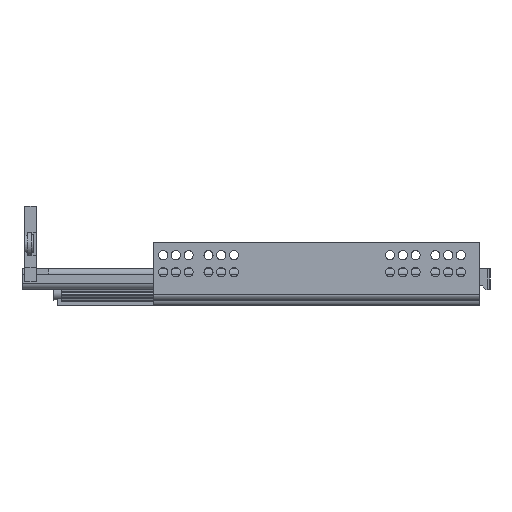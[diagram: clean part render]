
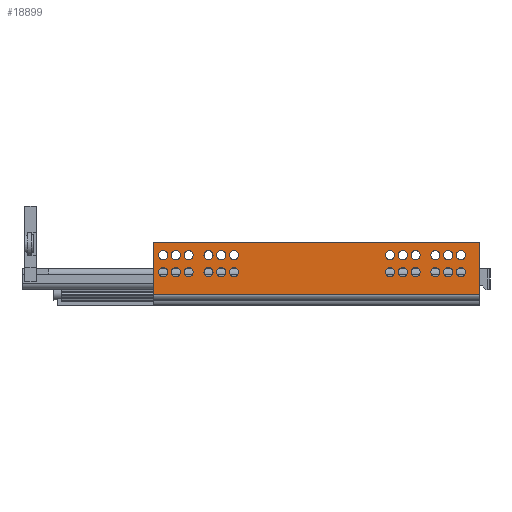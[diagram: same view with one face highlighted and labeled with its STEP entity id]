
A CAD part, left-side view. The second image highlights one B-rep face of the part: STEP entity #18899.
In plain terms, the highlighted planar face has unit normal (-1, 0, 0).
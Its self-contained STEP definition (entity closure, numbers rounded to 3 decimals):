
#708=PLANE('',#20742);
#1322=CIRCLE('',#20743,3.2);
#1323=CIRCLE('',#20744,3.2);
#1324=CIRCLE('',#20745,3.2);
#1325=CIRCLE('',#20746,3.2);
#1326=CIRCLE('',#20747,3.2);
#1327=CIRCLE('',#20748,3.2);
#1328=CIRCLE('',#20749,3.2);
#1329=CIRCLE('',#20750,3.2);
#1330=CIRCLE('',#20751,3.2);
#1331=CIRCLE('',#20752,3.2);
#1332=CIRCLE('',#20753,3.2);
#1333=CIRCLE('',#20754,3.2);
#1334=CIRCLE('',#20755,3.2);
#1335=CIRCLE('',#20756,3.2);
#1336=CIRCLE('',#20757,3.2);
#1337=CIRCLE('',#20758,3.2);
#1338=CIRCLE('',#20759,3.2);
#1339=CIRCLE('',#20760,3.2);
#1340=CIRCLE('',#20761,3.2);
#1341=CIRCLE('',#20762,3.2);
#1342=CIRCLE('',#20763,3.2);
#1343=CIRCLE('',#20764,3.2);
#1344=CIRCLE('',#20765,3.2);
#1345=CIRCLE('',#20766,3.2);
#6580=ORIENTED_EDGE('',*,*,#9416,.T.);
#6581=ORIENTED_EDGE('',*,*,#9417,.T.);
#6582=ORIENTED_EDGE('',*,*,#9418,.T.);
#6583=ORIENTED_EDGE('',*,*,#9419,.T.);
#6584=ORIENTED_EDGE('',*,*,#9420,.T.);
#6585=ORIENTED_EDGE('',*,*,#9421,.T.);
#6586=ORIENTED_EDGE('',*,*,#9422,.T.);
#6587=ORIENTED_EDGE('',*,*,#9423,.T.);
#6588=ORIENTED_EDGE('',*,*,#9424,.T.);
#6589=ORIENTED_EDGE('',*,*,#9425,.T.);
#6590=ORIENTED_EDGE('',*,*,#9426,.T.);
#6591=ORIENTED_EDGE('',*,*,#9427,.T.);
#6592=ORIENTED_EDGE('',*,*,#9428,.T.);
#6593=ORIENTED_EDGE('',*,*,#9429,.T.);
#6594=ORIENTED_EDGE('',*,*,#9430,.T.);
#6595=ORIENTED_EDGE('',*,*,#9431,.T.);
#6596=ORIENTED_EDGE('',*,*,#9432,.T.);
#6597=ORIENTED_EDGE('',*,*,#9433,.T.);
#6598=ORIENTED_EDGE('',*,*,#9434,.T.);
#6599=ORIENTED_EDGE('',*,*,#9435,.T.);
#6600=ORIENTED_EDGE('',*,*,#9436,.T.);
#6601=ORIENTED_EDGE('',*,*,#9437,.T.);
#6602=ORIENTED_EDGE('',*,*,#9438,.T.);
#6603=ORIENTED_EDGE('',*,*,#9439,.T.);
#6604=ORIENTED_EDGE('',*,*,#9440,.T.);
#6605=ORIENTED_EDGE('',*,*,#9441,.F.);
#6606=ORIENTED_EDGE('',*,*,#9442,.F.);
#6607=ORIENTED_EDGE('',*,*,#9413,.T.);
#9413=EDGE_CURVE('',#11266,#11265,#13246,.T.);
#9416=EDGE_CURVE('',#11268,#11268,#1322,.T.);
#9417=EDGE_CURVE('',#11269,#11269,#1323,.T.);
#9418=EDGE_CURVE('',#11270,#11270,#1324,.T.);
#9419=EDGE_CURVE('',#11271,#11271,#1325,.T.);
#9420=EDGE_CURVE('',#11272,#11272,#1326,.T.);
#9421=EDGE_CURVE('',#11273,#11273,#1327,.T.);
#9422=EDGE_CURVE('',#11274,#11274,#1328,.T.);
#9423=EDGE_CURVE('',#11275,#11275,#1329,.T.);
#9424=EDGE_CURVE('',#11276,#11276,#1330,.T.);
#9425=EDGE_CURVE('',#11277,#11277,#1331,.T.);
#9426=EDGE_CURVE('',#11278,#11278,#1332,.T.);
#9427=EDGE_CURVE('',#11279,#11279,#1333,.T.);
#9428=EDGE_CURVE('',#11280,#11280,#1334,.T.);
#9429=EDGE_CURVE('',#11281,#11281,#1335,.T.);
#9430=EDGE_CURVE('',#11282,#11282,#1336,.T.);
#9431=EDGE_CURVE('',#11283,#11283,#1337,.T.);
#9432=EDGE_CURVE('',#11284,#11284,#1338,.T.);
#9433=EDGE_CURVE('',#11285,#11285,#1339,.T.);
#9434=EDGE_CURVE('',#11286,#11286,#1340,.T.);
#9435=EDGE_CURVE('',#11287,#11287,#1341,.T.);
#9436=EDGE_CURVE('',#11288,#11288,#1342,.T.);
#9437=EDGE_CURVE('',#11289,#11289,#1343,.T.);
#9438=EDGE_CURVE('',#11290,#11290,#1344,.T.);
#9439=EDGE_CURVE('',#11291,#11291,#1345,.T.);
#9440=EDGE_CURVE('',#11265,#11292,#13248,.T.);
#9441=EDGE_CURVE('',#11293,#11292,#13249,.T.);
#9442=EDGE_CURVE('',#11266,#11293,#13250,.T.);
#11265=VERTEX_POINT('',#31483);
#11266=VERTEX_POINT('',#31485);
#11268=VERTEX_POINT('',#31491);
#11269=VERTEX_POINT('',#31493);
#11270=VERTEX_POINT('',#31495);
#11271=VERTEX_POINT('',#31497);
#11272=VERTEX_POINT('',#31499);
#11273=VERTEX_POINT('',#31501);
#11274=VERTEX_POINT('',#31503);
#11275=VERTEX_POINT('',#31505);
#11276=VERTEX_POINT('',#31507);
#11277=VERTEX_POINT('',#31509);
#11278=VERTEX_POINT('',#31511);
#11279=VERTEX_POINT('',#31513);
#11280=VERTEX_POINT('',#31515);
#11281=VERTEX_POINT('',#31517);
#11282=VERTEX_POINT('',#31519);
#11283=VERTEX_POINT('',#31521);
#11284=VERTEX_POINT('',#31523);
#11285=VERTEX_POINT('',#31525);
#11286=VERTEX_POINT('',#31527);
#11287=VERTEX_POINT('',#31529);
#11288=VERTEX_POINT('',#31531);
#11289=VERTEX_POINT('',#31533);
#11290=VERTEX_POINT('',#31535);
#11291=VERTEX_POINT('',#31537);
#11292=VERTEX_POINT('',#31539);
#11293=VERTEX_POINT('',#31541);
#13246=LINE('',#31484,#15184);
#13248=LINE('',#31538,#15186);
#13249=LINE('',#31540,#15187);
#13250=LINE('',#31542,#15188);
#15184=VECTOR('',#25956,1000.);
#15186=VECTOR('',#26010,1000.);
#15187=VECTOR('',#26011,1000.);
#15188=VECTOR('',#26012,1000.);
#16311=EDGE_LOOP('',(#6580));
#16312=EDGE_LOOP('',(#6581));
#16313=EDGE_LOOP('',(#6582));
#16314=EDGE_LOOP('',(#6583));
#16315=EDGE_LOOP('',(#6584));
#16316=EDGE_LOOP('',(#6585));
#16317=EDGE_LOOP('',(#6586));
#16318=EDGE_LOOP('',(#6587));
#16319=EDGE_LOOP('',(#6588));
#16320=EDGE_LOOP('',(#6589));
#16321=EDGE_LOOP('',(#6590));
#16322=EDGE_LOOP('',(#6591));
#16323=EDGE_LOOP('',(#6592));
#16324=EDGE_LOOP('',(#6593));
#16325=EDGE_LOOP('',(#6594));
#16326=EDGE_LOOP('',(#6595));
#16327=EDGE_LOOP('',(#6596));
#16328=EDGE_LOOP('',(#6597));
#16329=EDGE_LOOP('',(#6598));
#16330=EDGE_LOOP('',(#6599));
#16331=EDGE_LOOP('',(#6600));
#16332=EDGE_LOOP('',(#6601));
#16333=EDGE_LOOP('',(#6602));
#16334=EDGE_LOOP('',(#6603));
#16335=EDGE_LOOP('',(#6604,#6605,#6606,#6607));
#17499=FACE_BOUND('',#16311,.T.);
#17500=FACE_BOUND('',#16312,.T.);
#17501=FACE_BOUND('',#16313,.T.);
#17502=FACE_BOUND('',#16314,.T.);
#17503=FACE_BOUND('',#16315,.T.);
#17504=FACE_BOUND('',#16316,.T.);
#17505=FACE_BOUND('',#16317,.T.);
#17506=FACE_BOUND('',#16318,.T.);
#17507=FACE_BOUND('',#16319,.T.);
#17508=FACE_BOUND('',#16320,.T.);
#17509=FACE_BOUND('',#16321,.T.);
#17510=FACE_BOUND('',#16322,.T.);
#17511=FACE_BOUND('',#16323,.T.);
#17512=FACE_BOUND('',#16324,.T.);
#17513=FACE_BOUND('',#16325,.T.);
#17514=FACE_BOUND('',#16326,.T.);
#17515=FACE_BOUND('',#16327,.T.);
#17516=FACE_BOUND('',#16328,.T.);
#17517=FACE_BOUND('',#16329,.T.);
#17518=FACE_BOUND('',#16330,.T.);
#17519=FACE_BOUND('',#16331,.T.);
#17520=FACE_BOUND('',#16332,.T.);
#17521=FACE_BOUND('',#16333,.T.);
#17522=FACE_BOUND('',#16334,.T.);
#17523=FACE_BOUND('',#16335,.T.);
#18899=ADVANCED_FACE('',(#17499,#17500,#17501,#17502,#17503,#17504,#17505,
#17506,#17507,#17508,#17509,#17510,#17511,#17512,#17513,#17514,#17515,#17516,
#17517,#17518,#17519,#17520,#17521,#17522,#17523),#708,.F.);
#20742=AXIS2_PLACEMENT_3D('',#31489,#25960,#25961);
#20743=AXIS2_PLACEMENT_3D('',#31490,#25962,#25963);
#20744=AXIS2_PLACEMENT_3D('',#31492,#25964,#25965);
#20745=AXIS2_PLACEMENT_3D('',#31494,#25966,#25967);
#20746=AXIS2_PLACEMENT_3D('',#31496,#25968,#25969);
#20747=AXIS2_PLACEMENT_3D('',#31498,#25970,#25971);
#20748=AXIS2_PLACEMENT_3D('',#31500,#25972,#25973);
#20749=AXIS2_PLACEMENT_3D('',#31502,#25974,#25975);
#20750=AXIS2_PLACEMENT_3D('',#31504,#25976,#25977);
#20751=AXIS2_PLACEMENT_3D('',#31506,#25978,#25979);
#20752=AXIS2_PLACEMENT_3D('',#31508,#25980,#25981);
#20753=AXIS2_PLACEMENT_3D('',#31510,#25982,#25983);
#20754=AXIS2_PLACEMENT_3D('',#31512,#25984,#25985);
#20755=AXIS2_PLACEMENT_3D('',#31514,#25986,#25987);
#20756=AXIS2_PLACEMENT_3D('',#31516,#25988,#25989);
#20757=AXIS2_PLACEMENT_3D('',#31518,#25990,#25991);
#20758=AXIS2_PLACEMENT_3D('',#31520,#25992,#25993);
#20759=AXIS2_PLACEMENT_3D('',#31522,#25994,#25995);
#20760=AXIS2_PLACEMENT_3D('',#31524,#25996,#25997);
#20761=AXIS2_PLACEMENT_3D('',#31526,#25998,#25999);
#20762=AXIS2_PLACEMENT_3D('',#31528,#26000,#26001);
#20763=AXIS2_PLACEMENT_3D('',#31530,#26002,#26003);
#20764=AXIS2_PLACEMENT_3D('',#31532,#26004,#26005);
#20765=AXIS2_PLACEMENT_3D('',#31534,#26006,#26007);
#20766=AXIS2_PLACEMENT_3D('',#31536,#26008,#26009);
#25956=DIRECTION('',(0.,-1.,0.));
#25960=DIRECTION('',(1.,0.,0.));
#25961=DIRECTION('',(0.,0.,-1.));
#25962=DIRECTION('',(1.,0.,0.));
#25963=DIRECTION('',(0.,0.,-1.));
#25964=DIRECTION('',(1.,0.,0.));
#25965=DIRECTION('',(0.,0.,-1.));
#25966=DIRECTION('',(1.,0.,0.));
#25967=DIRECTION('',(0.,0.,-1.));
#25968=DIRECTION('',(1.,0.,0.));
#25969=DIRECTION('',(0.,0.,-1.));
#25970=DIRECTION('',(1.,0.,0.));
#25971=DIRECTION('',(0.,0.,-1.));
#25972=DIRECTION('',(1.,0.,0.));
#25973=DIRECTION('',(0.,0.,-1.));
#25974=DIRECTION('',(1.,0.,0.));
#25975=DIRECTION('',(0.,0.,-1.));
#25976=DIRECTION('',(1.,0.,0.));
#25977=DIRECTION('',(0.,0.,-1.));
#25978=DIRECTION('',(1.,0.,0.));
#25979=DIRECTION('',(0.,0.,-1.));
#25980=DIRECTION('',(1.,0.,0.));
#25981=DIRECTION('',(0.,0.,-1.));
#25982=DIRECTION('',(1.,0.,0.));
#25983=DIRECTION('',(0.,0.,-1.));
#25984=DIRECTION('',(1.,0.,0.));
#25985=DIRECTION('',(0.,0.,-1.));
#25986=DIRECTION('',(1.,0.,0.));
#25987=DIRECTION('',(0.,0.,-1.));
#25988=DIRECTION('',(1.,0.,0.));
#25989=DIRECTION('',(0.,0.,-1.));
#25990=DIRECTION('',(1.,0.,0.));
#25991=DIRECTION('',(0.,0.,-1.));
#25992=DIRECTION('',(1.,0.,0.));
#25993=DIRECTION('',(0.,0.,-1.));
#25994=DIRECTION('',(1.,0.,0.));
#25995=DIRECTION('',(0.,0.,-1.));
#25996=DIRECTION('',(1.,0.,0.));
#25997=DIRECTION('',(0.,0.,-1.));
#25998=DIRECTION('',(1.,0.,0.));
#25999=DIRECTION('',(0.,0.,-1.));
#26000=DIRECTION('',(1.,0.,0.));
#26001=DIRECTION('',(0.,0.,-1.));
#26002=DIRECTION('',(1.,0.,0.));
#26003=DIRECTION('',(0.,0.,-1.));
#26004=DIRECTION('',(1.,0.,0.));
#26005=DIRECTION('',(0.,0.,-1.));
#26006=DIRECTION('',(1.,0.,0.));
#26007=DIRECTION('',(0.,0.,-1.));
#26008=DIRECTION('',(1.,0.,0.));
#26009=DIRECTION('',(0.,0.,-1.));
#26010=DIRECTION('',(0.,0.,1.));
#26011=DIRECTION('',(0.,-1.,0.));
#26012=DIRECTION('',(0.,0.,1.));
#31483=CARTESIAN_POINT('',(0.,0.,-37.06));
#31484=CARTESIAN_POINT('',(0.,230.,-37.06));
#31485=CARTESIAN_POINT('',(0.,230.,-37.06));
#31489=CARTESIAN_POINT('',(0.,230.,-37.06));
#31490=CARTESIAN_POINT('',(0.,214.,-9.05));
#31491=CARTESIAN_POINT('',(0.,214.,-12.25));
#31492=CARTESIAN_POINT('',(0.,223.,-9.05));
#31493=CARTESIAN_POINT('',(0.,223.,-12.25));
#31494=CARTESIAN_POINT('',(0.,13.,-21.05));
#31495=CARTESIAN_POINT('',(0.,13.,-24.25));
#31496=CARTESIAN_POINT('',(0.,22.,-21.05));
#31497=CARTESIAN_POINT('',(0.,22.,-24.25));
#31498=CARTESIAN_POINT('',(0.,31.,-21.05));
#31499=CARTESIAN_POINT('',(0.,31.,-24.25));
#31500=CARTESIAN_POINT('',(0.,45.,-21.05));
#31501=CARTESIAN_POINT('',(0.,45.,-24.25));
#31502=CARTESIAN_POINT('',(0.,54.,-21.05));
#31503=CARTESIAN_POINT('',(0.,54.,-24.25));
#31504=CARTESIAN_POINT('',(0.,63.,-21.05));
#31505=CARTESIAN_POINT('',(0.,63.,-24.25));
#31506=CARTESIAN_POINT('',(0.,205.,-9.05));
#31507=CARTESIAN_POINT('',(0.,205.,-12.25));
#31508=CARTESIAN_POINT('',(0.,191.,-9.05));
#31509=CARTESIAN_POINT('',(0.,191.,-12.25));
#31510=CARTESIAN_POINT('',(0.,182.,-9.05));
#31511=CARTESIAN_POINT('',(0.,182.,-12.25));
#31512=CARTESIAN_POINT('',(0.,173.,-9.05));
#31513=CARTESIAN_POINT('',(0.,173.,-12.25));
#31514=CARTESIAN_POINT('',(0.,63.,-9.05));
#31515=CARTESIAN_POINT('',(0.,63.,-12.25));
#31516=CARTESIAN_POINT('',(0.,54.,-9.05));
#31517=CARTESIAN_POINT('',(0.,54.,-12.25));
#31518=CARTESIAN_POINT('',(0.,45.,-9.05));
#31519=CARTESIAN_POINT('',(0.,45.,-12.25));
#31520=CARTESIAN_POINT('',(0.,31.,-9.05));
#31521=CARTESIAN_POINT('',(0.,31.,-12.25));
#31522=CARTESIAN_POINT('',(0.,173.,-21.05));
#31523=CARTESIAN_POINT('',(0.,173.,-24.25));
#31524=CARTESIAN_POINT('',(0.,182.,-21.05));
#31525=CARTESIAN_POINT('',(0.,182.,-24.25));
#31526=CARTESIAN_POINT('',(0.,191.,-21.05));
#31527=CARTESIAN_POINT('',(0.,191.,-24.25));
#31528=CARTESIAN_POINT('',(0.,205.,-21.05));
#31529=CARTESIAN_POINT('',(0.,205.,-24.25));
#31530=CARTESIAN_POINT('',(0.,214.,-21.05));
#31531=CARTESIAN_POINT('',(0.,214.,-24.25));
#31532=CARTESIAN_POINT('',(0.,223.,-21.05));
#31533=CARTESIAN_POINT('',(0.,223.,-24.25));
#31534=CARTESIAN_POINT('',(0.,22.,-9.05));
#31535=CARTESIAN_POINT('',(0.,22.,-12.25));
#31536=CARTESIAN_POINT('',(0.,13.,-9.05));
#31537=CARTESIAN_POINT('',(0.,13.,-12.25));
#31538=CARTESIAN_POINT('',(0.,0.,-37.06));
#31539=CARTESIAN_POINT('',(0.,0.,0.));
#31540=CARTESIAN_POINT('',(0.,230.,0.));
#31541=CARTESIAN_POINT('',(0.,230.,0.));
#31542=CARTESIAN_POINT('',(0.,230.,-37.06));
